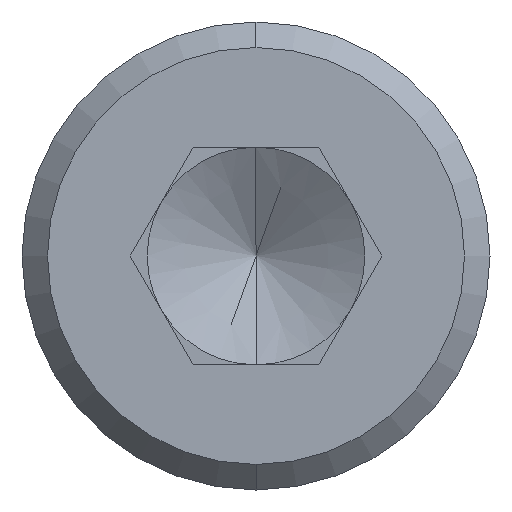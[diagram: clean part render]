
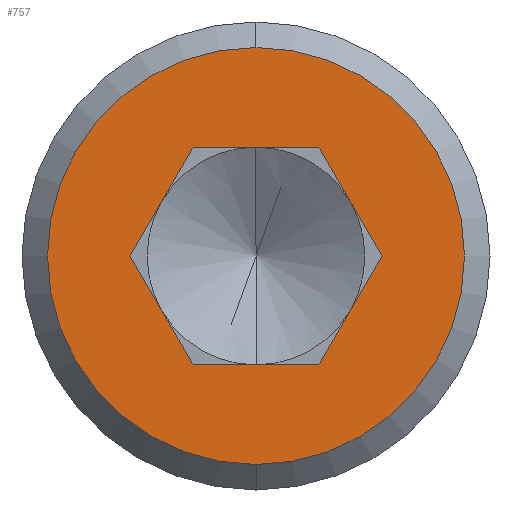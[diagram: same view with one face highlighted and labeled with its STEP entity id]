
A CAD part, left-side view. The second image highlights one B-rep face of the part: STEP entity #757.
In plain terms, the highlighted planar face has unit normal (-1, 0, 0).
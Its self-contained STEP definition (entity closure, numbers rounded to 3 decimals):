
#69 = CARTESIAN_POINT ( 'NONE',  ( 0., 1.478, 0. ) ) ;
#80 = PLANE ( 'NONE',  #604 ) ;
#88 = CARTESIAN_POINT ( 'NONE',  ( 0., -0.739, 1.28 ) ) ;
#96 = VECTOR ( 'NONE', #254, 1000. ) ;
#104 = EDGE_CURVE ( 'NONE', #373, #711, #478, .T. ) ;
#106 = DIRECTION ( 'NONE',  ( 0., -0.5, -0.866 ) ) ;
#120 = DIRECTION ( 'NONE',  ( -1., 0., 0. ) ) ;
#124 = EDGE_CURVE ( 'NONE', #740, #711, #715, .T. ) ;
#136 = EDGE_LOOP ( 'NONE', ( #488, #423, #479, #451, #410, #365 ) ) ;
#144 = CARTESIAN_POINT ( 'NONE',  ( 0., 1.478, 0. ) ) ;
#159 = EDGE_CURVE ( 'NONE', #521, #195, #404, .T. ) ;
#165 = EDGE_CURVE ( 'NONE', #195, #521, #750, .T. ) ;
#167 = VERTEX_POINT ( 'NONE', #665 ) ;
#190 = VERTEX_POINT ( 'NONE', #313 ) ;
#191 = CARTESIAN_POINT ( 'NONE',  ( 0., -1.478, 0. ) ) ;
#195 = VERTEX_POINT ( 'NONE', #532 ) ;
#200 = CARTESIAN_POINT ( 'NONE',  ( 0., 0., 0. ) ) ;
#205 = EDGE_CURVE ( 'NONE', #190, #211, #431, .T. ) ;
#211 = VERTEX_POINT ( 'NONE', #613 ) ;
#229 = VECTOR ( 'NONE', #730, 1000. ) ;
#236 = CARTESIAN_POINT ( 'NONE',  ( 0., 0.739, 1.28 ) ) ;
#247 = CARTESIAN_POINT ( 'NONE',  ( 0., 0., 0. ) ) ;
#251 = FACE_BOUND ( 'NONE', #136, .T. ) ;
#254 = DIRECTION ( 'NONE',  ( 0., 0.5, -0.866 ) ) ;
#269 = EDGE_CURVE ( 'NONE', #740, #167, #686, .T. ) ;
#278 = VECTOR ( 'NONE', #633, 1000. ) ;
#279 = EDGE_LOOP ( 'NONE', ( #624, #332 ) ) ;
#304 = DIRECTION ( 'NONE',  ( -1., 0., 0. ) ) ;
#309 = CARTESIAN_POINT ( 'NONE',  ( 0., -0.739, 1.28 ) ) ;
#313 = CARTESIAN_POINT ( 'NONE',  ( 0., -1.478, 0. ) ) ;
#330 = AXIS2_PLACEMENT_3D ( 'NONE', #737, #120, #603 ) ;
#332 = ORIENTED_EDGE ( 'NONE', *, *, #159, .T. ) ;
#365 = ORIENTED_EDGE ( 'NONE', *, *, #269, .F. ) ;
#371 = DIRECTION ( 'NONE',  ( 0., 0., 1. ) ) ;
#373 = VERTEX_POINT ( 'NONE', #406 ) ;
#380 = VECTOR ( 'NONE', #106, 1000. ) ;
#404 = CIRCLE ( 'NONE', #330, 2.45 ) ;
#406 = CARTESIAN_POINT ( 'NONE',  ( 0., -0.739, 1.28 ) ) ;
#410 = ORIENTED_EDGE ( 'NONE', *, *, #676, .F. ) ;
#416 = LINE ( 'NONE', #645, #643 ) ;
#421 = DIRECTION ( 'NONE',  ( 0., 0., 1. ) ) ;
#423 = ORIENTED_EDGE ( 'NONE', *, *, #104, .F. ) ;
#431 = LINE ( 'NONE', #191, #96 ) ;
#451 = ORIENTED_EDGE ( 'NONE', *, *, #205, .T. ) ;
#454 = LINE ( 'NONE', #88, #278 ) ;
#478 = LINE ( 'NONE', #309, #504 ) ;
#479 = ORIENTED_EDGE ( 'NONE', *, *, #508, .T. ) ;
#488 = ORIENTED_EDGE ( 'NONE', *, *, #124, .T. ) ;
#493 = DIRECTION ( 'NONE',  ( -1., 0., 0. ) ) ;
#504 = VECTOR ( 'NONE', #535, 1000. ) ;
#508 = EDGE_CURVE ( 'NONE', #373, #190, #454, .T. ) ;
#521 = VERTEX_POINT ( 'NONE', #559 ) ;
#532 = CARTESIAN_POINT ( 'NONE',  ( 0., 0., -2.45 ) ) ;
#535 = DIRECTION ( 'NONE',  ( 0., 1., 0. ) ) ;
#559 = CARTESIAN_POINT ( 'NONE',  ( 0., 0., 2.45 ) ) ;
#603 = DIRECTION ( 'NONE',  ( 0., 0., 1. ) ) ;
#604 = AXIS2_PLACEMENT_3D ( 'NONE', #200, #493, #371 ) ;
#607 = DIRECTION ( 'NONE',  ( 0., -1., 0. ) ) ;
#613 = CARTESIAN_POINT ( 'NONE',  ( 0., -0.739, -1.28 ) ) ;
#621 = FACE_OUTER_BOUND ( 'NONE', #279, .T. ) ;
#624 = ORIENTED_EDGE ( 'NONE', *, *, #165, .T. ) ;
#633 = DIRECTION ( 'NONE',  ( 0., -0.5, -0.866 ) ) ;
#643 = VECTOR ( 'NONE', #607, 1000. ) ;
#645 = CARTESIAN_POINT ( 'NONE',  ( 0., 0.739, -1.28 ) ) ;
#665 = CARTESIAN_POINT ( 'NONE',  ( 0., 0.739, -1.28 ) ) ;
#669 = CARTESIAN_POINT ( 'NONE',  ( 0., 1.478, 0. ) ) ;
#676 = EDGE_CURVE ( 'NONE', #167, #211, #416, .T. ) ;
#685 = AXIS2_PLACEMENT_3D ( 'NONE', #247, #304, #421 ) ;
#686 = LINE ( 'NONE', #144, #380 ) ;
#711 = VERTEX_POINT ( 'NONE', #236 ) ;
#715 = LINE ( 'NONE', #69, #229 ) ;
#730 = DIRECTION ( 'NONE',  ( 0., -0.5, 0.866 ) ) ;
#737 = CARTESIAN_POINT ( 'NONE',  ( 0., 0., 0. ) ) ;
#740 = VERTEX_POINT ( 'NONE', #669 ) ;
#750 = CIRCLE ( 'NONE', #685, 2.45 ) ;
#757 = ADVANCED_FACE ( 'NONE', ( #251, #621 ), #80, .T. ) ;
